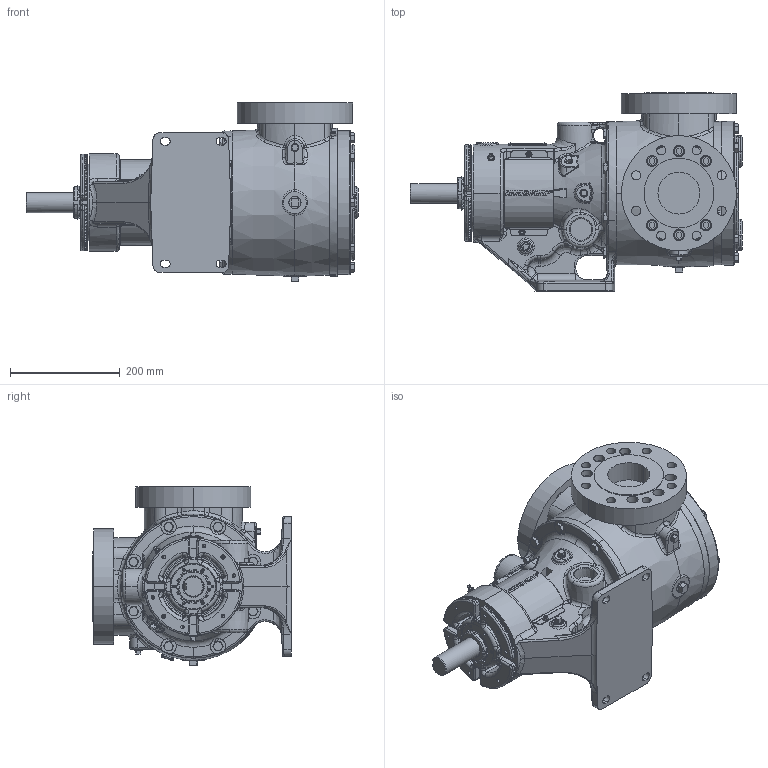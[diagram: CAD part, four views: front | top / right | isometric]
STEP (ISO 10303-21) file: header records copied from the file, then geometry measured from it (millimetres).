
FILE_DESCRIPTION (( 'STEP AP214' ), '1' );
FILE_NAME ('LV-4561.STEP', '2024-04-03T15:09:32', ( '' ), ( '' ), 'SwSTEP 2.0', 'SolidWorks 2022', '' );
FILE_SCHEMA (( 'AUTOMOTIVE_DESIGN' ));
Length unit declared in the file: inch
Products named in the file (1): LV-4561
Bounding box: 603.64 x 360.36 x 326.71 mm (x, y, z)
Volume: 21733129.6 mm3; surface area: 988831.1 mm2
Topology: 1 solids, 13 shells, 4516 faces, 11558 edges, 7255 vertices
Faces by surface type: plane 1510, bspline 1321, cylinder 906, cone 626, torus 99, sphere 54
Entity records: 260323 total; most frequent: CARTESIAN_POINT 102426, ORIENTED_EDGE 22958, DIRECTION 17052, EDGE_CURVE 11479, VERTEX_POINT 7252, AXIS2_PLACEMENT_3D 6259, EDGE_LOOP 4857, LINE 4534
